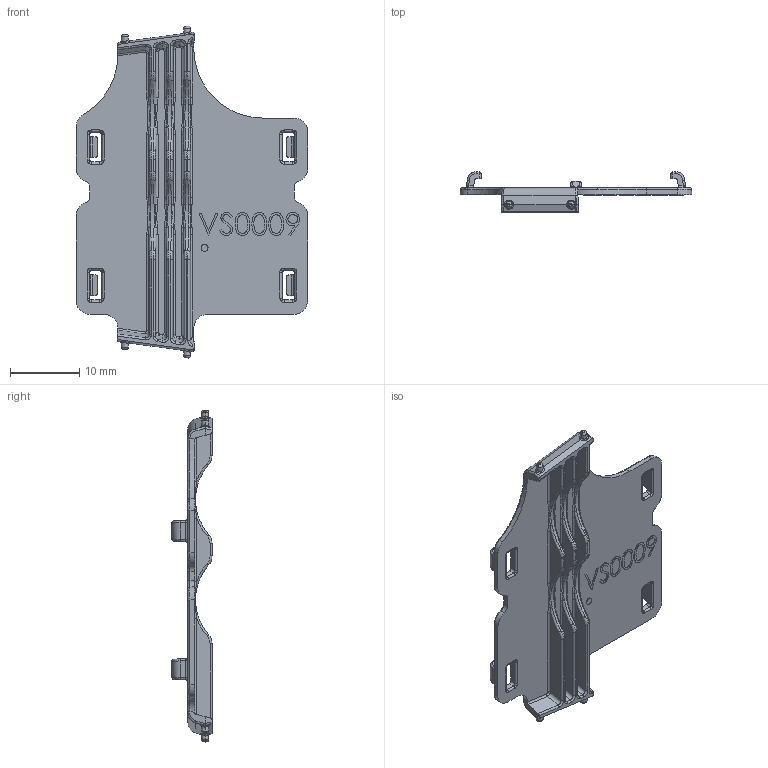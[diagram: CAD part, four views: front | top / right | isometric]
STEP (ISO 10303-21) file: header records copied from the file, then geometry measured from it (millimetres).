
FILE_DESCRIPTION (( 'STEP AP214' ), '1' );
FILE_NAME ('PCB_Harness_No_Changes.STEP', '2017-06-16T16:57:05', ( '' ), ( '' ), 'SwSTEP 2.0', 'SolidWorks 2016', '' );
FILE_SCHEMA (( 'AUTOMOTIVE_DESIGN' ));
Length unit declared in the file: millimetre
Products named in the file (1): PCB_Harness_No_Changes
Bounding box: 33.5 x 5.8 x 48.06 mm (x, y, z)
Volume: 1402.5 mm3; surface area: 2931 mm2
Topology: 1 solids, 1 shells, 665 faces, 1643 edges, 982 vertices
Faces by surface type: bspline 306, cylinder 215, plane 130, sphere 10, torus 3, cone 1
Entity records: 25907 total; most frequent: CARTESIAN_POINT 13056, ORIENTED_EDGE 3266, DIRECTION 2032, EDGE_CURVE 1633, VERTEX_POINT 982, AXIS2_PLACEMENT_3D 736, EDGE_LOOP 685, ADVANCED_FACE 665
